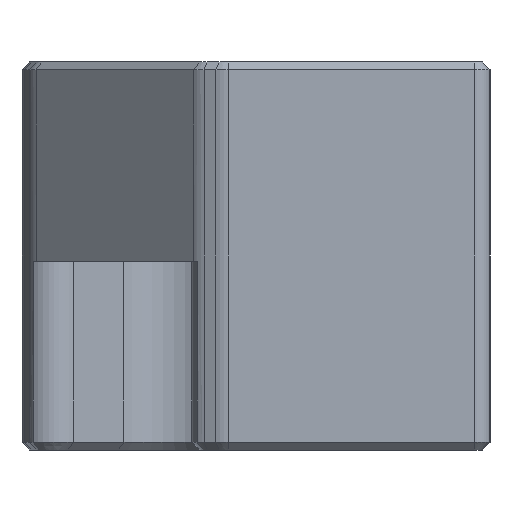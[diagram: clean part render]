
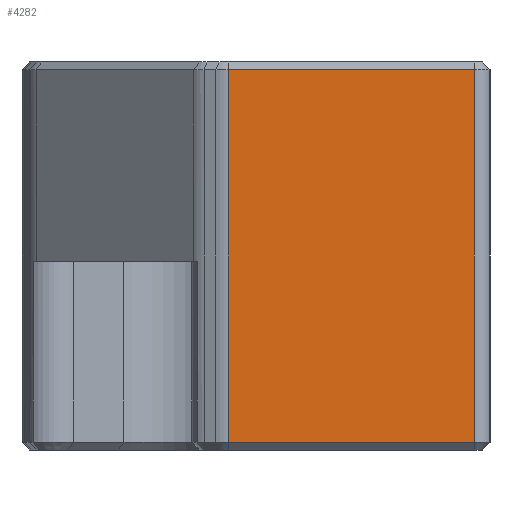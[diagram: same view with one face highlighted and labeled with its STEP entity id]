
A CAD part, left-side view. The second image highlights one B-rep face of the part: STEP entity #4282.
In plain terms, the highlighted face is planar.
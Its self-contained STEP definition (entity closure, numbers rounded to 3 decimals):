
#249=PLANE('',#4712);
#469=FACE_OUTER_BOUND('',#728,.T.);
#728=EDGE_LOOP('',(#3780,#3781,#3782,#3783));
#1062=LINE('',#7392,#1439);
#1111=LINE('',#7539,#1488);
#1114=LINE('',#7551,#1491);
#1115=LINE('',#7553,#1492);
#1439=VECTOR('',#5695,10.);
#1488=VECTOR('',#5860,10.);
#1491=VECTOR('',#5875,10.);
#1492=VECTOR('',#5878,10.);
#2053=VERTEX_POINT('',#7386);
#2054=VERTEX_POINT('',#7390);
#2085=VERTEX_POINT('',#7534);
#2086=VERTEX_POINT('',#7538);
#2595=EDGE_CURVE('',#2053,#2054,#1062,.T.);
#2666=EDGE_CURVE('',#2085,#2086,#1111,.T.);
#2672=EDGE_CURVE('',#2086,#2053,#1114,.T.);
#2673=EDGE_CURVE('',#2054,#2085,#1115,.T.);
#3780=ORIENTED_EDGE('',*,*,#2595,.F.);
#3781=ORIENTED_EDGE('',*,*,#2672,.F.);
#3782=ORIENTED_EDGE('',*,*,#2666,.F.);
#3783=ORIENTED_EDGE('',*,*,#2673,.F.);
#4282=ADVANCED_FACE('',(#469),#249,.T.);
#4712=AXIS2_PLACEMENT_3D('',#7552,#5876,#5877);
#5695=DIRECTION('',(1.,0.,0.));
#5860=DIRECTION('',(-1.,0.,0.));
#5875=DIRECTION('',(0.,0.,-1.));
#5876=DIRECTION('center_axis',(0.,1.,0.));
#5877=DIRECTION('ref_axis',(1.,0.,0.));
#5878=DIRECTION('',(0.,0.,1.));
#7386=CARTESIAN_POINT('',(26.45,40.75,-12.225));
#7390=CARTESIAN_POINT('',(34.234,40.75,-12.225));
#7392=CARTESIAN_POINT('',(12.975,40.75,-12.225));
#7534=CARTESIAN_POINT('',(34.234,40.75,-0.45));
#7538=CARTESIAN_POINT('',(26.45,40.75,-0.45));
#7539=CARTESIAN_POINT('',(12.975,40.75,-0.45));
#7551=CARTESIAN_POINT('',(26.45,40.75,-0.2));
#7552=CARTESIAN_POINT('Origin',(25.95,40.75,-0.2));
#7553=CARTESIAN_POINT('',(34.234,40.75,-0.2));
